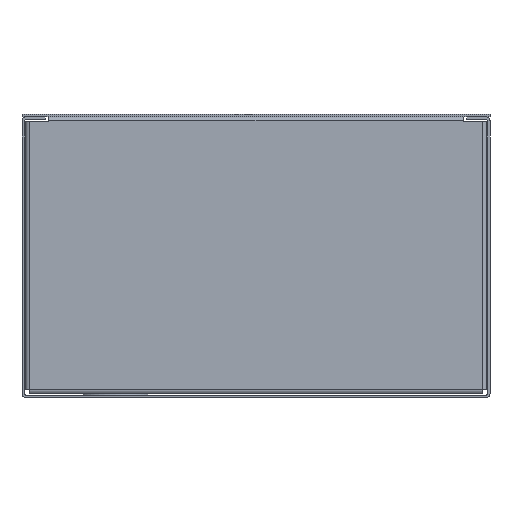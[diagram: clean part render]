
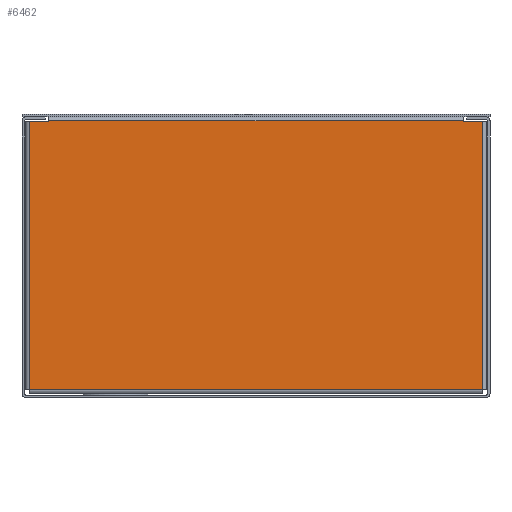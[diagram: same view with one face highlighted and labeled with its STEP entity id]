
A CAD part, front view. The second image highlights one B-rep face of the part: STEP entity #6462.
In plain terms, the highlighted planar face has unit normal (0, -1, 0).
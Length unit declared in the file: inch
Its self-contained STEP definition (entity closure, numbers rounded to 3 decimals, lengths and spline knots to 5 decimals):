
#119 = VERTEX_POINT ( 'NONE', #2356 ) ;
#209 = LINE ( 'NONE', #3296, #1589 ) ;
#220 = ORIENTED_EDGE ( 'NONE', *, *, #415, .T. ) ;
#281 = ORIENTED_EDGE ( 'NONE', *, *, #5565, .T. ) ;
#292 = CARTESIAN_POINT ( 'NONE',  ( -4.429, -6., 5.914 ) ) ;
#340 = EDGE_CURVE ( 'NONE', #1230, #344, #2523, .T. ) ;
#344 = VERTEX_POINT ( 'NONE', #6654 ) ;
#415 = EDGE_CURVE ( 'NONE', #2828, #4136, #3667, .T. ) ;
#453 = DIRECTION ( 'NONE',  ( 0., 0., -1. ) ) ;
#554 = FACE_OUTER_BOUND ( 'NONE', #5992, .T. ) ;
#684 = DIRECTION ( 'NONE',  ( -1., 0., 0. ) ) ;
#809 = CARTESIAN_POINT ( 'NONE',  ( 4.429, -6., 5.9 ) ) ;
#1188 = EDGE_CURVE ( 'NONE', #6376, #4136, #2647, .T. ) ;
#1191 = CARTESIAN_POINT ( 'NONE',  ( 4.429, -6., 0.166 ) ) ;
#1230 = VERTEX_POINT ( 'NONE', #1654 ) ;
#1397 = LINE ( 'NONE', #1872, #2173 ) ;
#1410 = AXIS2_PLACEMENT_3D ( 'NONE', #2527, #5138, #2488 ) ;
#1420 = VERTEX_POINT ( 'NONE', #3553 ) ;
#1523 = ORIENTED_EDGE ( 'NONE', *, *, #6625, .T. ) ;
#1555 = EDGE_CURVE ( 'NONE', #6376, #1420, #1397, .T. ) ;
#1589 = VECTOR ( 'NONE', #684, 39.37008 ) ;
#1654 = CARTESIAN_POINT ( 'NONE',  ( 4.844, -6., 5.9 ) ) ;
#1689 = DIRECTION ( 'NONE',  ( 1., 0., 0. ) ) ;
#1725 = DIRECTION ( 'NONE',  ( 0., 0., -1. ) ) ;
#1776 = VECTOR ( 'NONE', #1725, 39.37008 ) ;
#1798 = LINE ( 'NONE', #1191, #3653 ) ;
#1872 = CARTESIAN_POINT ( 'NONE',  ( -4.844, -6., 0.166 ) ) ;
#1873 = CARTESIAN_POINT ( 'NONE',  ( -4.844, -6., 5.9 ) ) ;
#2142 = ORIENTED_EDGE ( 'NONE', *, *, #340, .F. ) ;
#2145 = DIRECTION ( 'NONE',  ( 1., 0., 0. ) ) ;
#2173 = VECTOR ( 'NONE', #5072, 39.37008 ) ;
#2356 = CARTESIAN_POINT ( 'NONE',  ( 4.429, -6., 5.914 ) ) ;
#2488 = DIRECTION ( 'NONE',  ( 1., 0., 0. ) ) ;
#2523 = LINE ( 'NONE', #3002, #2870 ) ;
#2527 = CARTESIAN_POINT ( 'NONE',  ( -4.844, -6., 0.166 ) ) ;
#2618 = VECTOR ( 'NONE', #1689, 39.37008 ) ;
#2647 = LINE ( 'NONE', #3769, #2618 ) ;
#2734 = LINE ( 'NONE', #3305, #4449 ) ;
#2828 = VERTEX_POINT ( 'NONE', #292 ) ;
#2870 = VECTOR ( 'NONE', #453, 39.37008 ) ;
#3002 = CARTESIAN_POINT ( 'NONE',  ( 4.844, -6., 5.9 ) ) ;
#3296 = CARTESIAN_POINT ( 'NONE',  ( -4.844, -6., 5.914 ) ) ;
#3305 = CARTESIAN_POINT ( 'NONE',  ( -4.844, -6., 0.166 ) ) ;
#3480 = CARTESIAN_POINT ( 'NONE',  ( 4.844, -6., 5.9 ) ) ;
#3530 = VERTEX_POINT ( 'NONE', #809 ) ;
#3553 = CARTESIAN_POINT ( 'NONE',  ( -4.844, -6., 0.166 ) ) ;
#3653 = VECTOR ( 'NONE', #5909, 39.37008 ) ;
#3667 = LINE ( 'NONE', #4756, #1776 ) ;
#3769 = CARTESIAN_POINT ( 'NONE',  ( -4.844, -6., 5.9 ) ) ;
#4047 = EDGE_CURVE ( 'NONE', #3530, #1230, #5993, .T. ) ;
#4059 = DIRECTION ( 'NONE',  ( 1., 0., 0. ) ) ;
#4087 = PLANE ( 'NONE',  #1410 ) ;
#4136 = VERTEX_POINT ( 'NONE', #5079 ) ;
#4176 = VECTOR ( 'NONE', #4059, 39.37008 ) ;
#4449 = VECTOR ( 'NONE', #2145, 39.37008 ) ;
#4660 = ORIENTED_EDGE ( 'NONE', *, *, #4047, .F. ) ;
#4756 = CARTESIAN_POINT ( 'NONE',  ( -4.429, -6., 0.166 ) ) ;
#5059 = ORIENTED_EDGE ( 'NONE', *, *, #1188, .F. ) ;
#5072 = DIRECTION ( 'NONE',  ( 0., 0., -1. ) ) ;
#5079 = CARTESIAN_POINT ( 'NONE',  ( -4.429, -6., 5.9 ) ) ;
#5138 = DIRECTION ( 'NONE',  ( 0., -1., 0. ) ) ;
#5481 = EDGE_CURVE ( 'NONE', #3530, #119, #1798, .T. ) ;
#5565 = EDGE_CURVE ( 'NONE', #119, #2828, #209, .T. ) ;
#5600 = ORIENTED_EDGE ( 'NONE', *, *, #5481, .T. ) ;
#5909 = DIRECTION ( 'NONE',  ( 0., 0., 1. ) ) ;
#5992 = EDGE_LOOP ( 'NONE', ( #2142, #4660, #5600, #281, #220, #5059, #6192, #1523 ) ) ;
#5993 = LINE ( 'NONE', #3480, #4176 ) ;
#6192 = ORIENTED_EDGE ( 'NONE', *, *, #1555, .T. ) ;
#6376 = VERTEX_POINT ( 'NONE', #1873 ) ;
#6462 = ADVANCED_FACE ( 'NONE', ( #554 ), #4087, .T. ) ;
#6625 = EDGE_CURVE ( 'NONE', #1420, #344, #2734, .T. ) ;
#6654 = CARTESIAN_POINT ( 'NONE',  ( 4.844, -6., 0.166 ) ) ;
